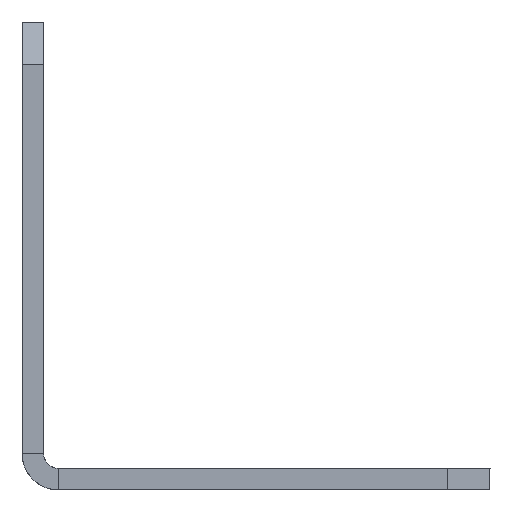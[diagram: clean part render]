
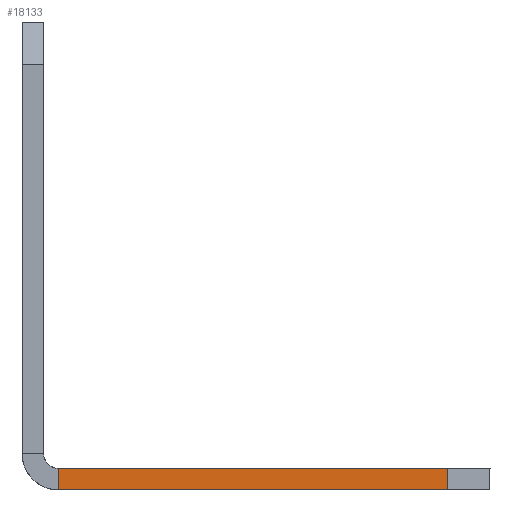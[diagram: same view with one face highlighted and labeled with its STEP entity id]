
A CAD part, left-side view. The second image highlights one B-rep face of the part: STEP entity #18133.
In plain terms, the highlighted planar face has unit normal (-1, 0, 0).
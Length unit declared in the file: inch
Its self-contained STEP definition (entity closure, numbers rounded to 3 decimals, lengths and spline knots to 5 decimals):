
#759=FACE_OUTER_BOUND('',#1893,.T.);
#1893=EDGE_LOOP('',(#14064,#14065,#14066,#14067));
#2805=LINE('',#26640,#4683);
#3281=LINE('',#28449,#5159);
#3744=LINE('',#30282,#5622);
#3800=LINE('',#30367,#5678);
#4683=VECTOR('',#20961,0.832);
#5159=VECTOR('',#22303,0.832);
#5622=VECTOR('',#23622,0.046);
#5678=VECTOR('',#23736,0.046);
#7527=VERTEX_POINT('',#26637);
#7528=VERTEX_POINT('',#26639);
#8427=VERTEX_POINT('',#28446);
#8428=VERTEX_POINT('',#28448);
#9367=EDGE_CURVE('',#7528,#7527,#2805,.T.);
#10273=EDGE_CURVE('',#8427,#8428,#3281,.T.);
#11164=EDGE_CURVE('',#7527,#8428,#3744,.T.);
#11220=EDGE_CURVE('',#8427,#7528,#3800,.T.);
#14064=ORIENTED_EDGE('',*,*,#9367,.T.);
#14065=ORIENTED_EDGE('',*,*,#11164,.T.);
#14066=ORIENTED_EDGE('',*,*,#10273,.F.);
#14067=ORIENTED_EDGE('',*,*,#11220,.T.);
#17641=PLANE('',#19931);
#18133=ADVANCED_FACE('',(#759),#17641,.T.);
#19931=AXIS2_PLACEMENT_3D('',#30366,#23734,#23735);
#20961=DIRECTION('',(0.,-1.,0.));
#22303=DIRECTION('',(0.,-1.,0.));
#23622=DIRECTION('',(0.,0.,1.));
#23734=DIRECTION('center_axis',(-1.,0.,0.));
#23735=DIRECTION('ref_axis',(0.,0.,1.));
#23736=DIRECTION('',(0.,0.,-1.));
#26637=CARTESIAN_POINT('',(-10.30249,-0.864,-2.84568));
#26639=CARTESIAN_POINT('',(-10.30249,-0.032,-2.84568));
#26640=CARTESIAN_POINT('',(-10.30249,-0.032,-2.84568));
#28446=CARTESIAN_POINT('',(-10.30249,-0.032,-2.79968));
#28448=CARTESIAN_POINT('',(-10.30249,-0.864,-2.79968));
#28449=CARTESIAN_POINT('',(-10.30249,-0.032,-2.79968));
#30282=CARTESIAN_POINT('',(-10.30249,-0.864,-2.84568));
#30366=CARTESIAN_POINT('Origin',(-10.30249,-0.954,-2.84568));
#30367=CARTESIAN_POINT('',(-10.30249,-0.032,-2.79968));
